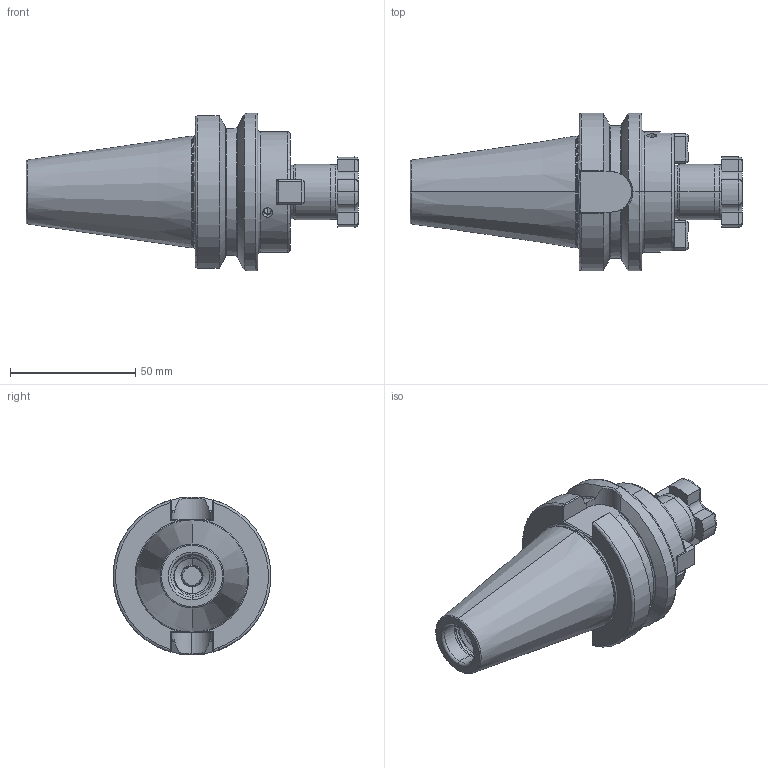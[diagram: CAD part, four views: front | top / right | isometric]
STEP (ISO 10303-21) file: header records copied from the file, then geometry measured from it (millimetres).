
FILE_DESCRIPTION (( 'STEP AP203' ), '1' );
FILE_NAME ('405.11.22.STEP', '2016-11-26T02:23:26', ( '' ), ( '' ), 'SwSTEP 2.0', 'SolidWorks 2012', '' );
FILE_SCHEMA (( 'CONFIG_CONTROL_DESIGN' ));
Length unit declared in the file: millimetre
Products named in the file (5): 102.11.22_M4xP0.7-12L; 面銑刀墊塊22; 405.11.22; 十字螺絲FMB22
Assembly tree (6 placements, depth 2):
  405.11.22
    405.11.22
    十字螺絲FMB22
    面銑刀墊塊22  x2
    102.11.22_M4xP0.7-12L  x2
Bounding box: 132.4 x 63 x 63 mm (x, y, z)
Volume: 153253.1 mm3; surface area: 33805 mm2
Topology: 6 solids, 6 shells, 536 faces, 1381 edges, 859 vertices
Faces by surface type: cylinder 251, plane 146, torus 56, cone 55, bspline 28
Entity records: 28358 total; most frequent: CARTESIAN_POINT 18176, ORIENTED_EDGE 2256, DIRECTION 1783, EDGE_CURVE 1128, VERTEX_POINT 709, AXIS2_PLACEMENT_3D 678, EDGE_LOOP 455, FACE_OUTER_BOUND 435
